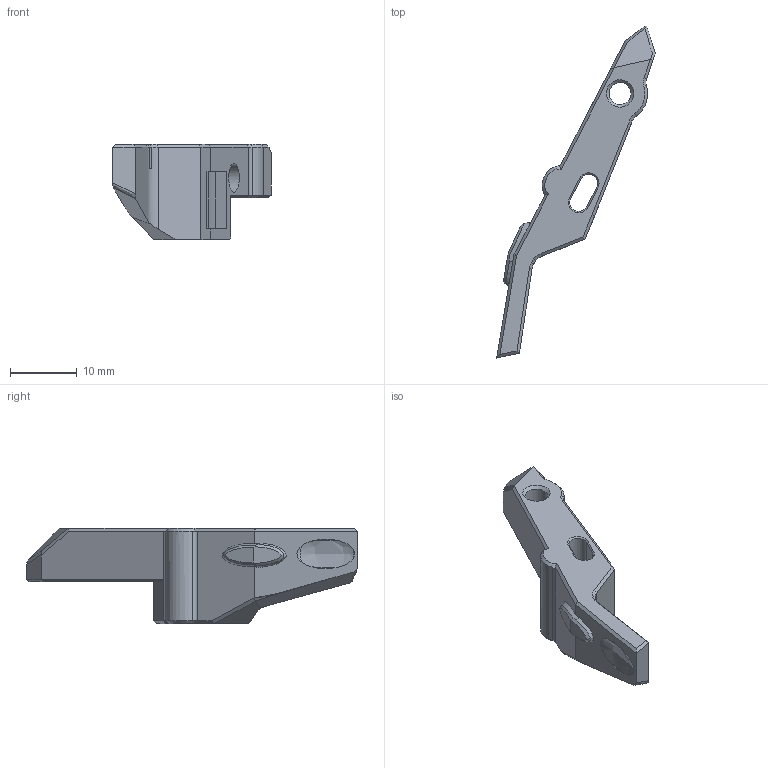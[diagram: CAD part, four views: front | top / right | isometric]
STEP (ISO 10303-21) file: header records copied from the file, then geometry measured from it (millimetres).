
FILE_DESCRIPTION(/* description */ ('','CAx-IF Rec.Pracs.---Representation and Presentation of Product Manufacturing Information (PMI)---4.0---2014-10-13'),/* implementation_level */ '2;1');
FILE_NAME(/* name */ 'G2E Filametrix Arm - revision 5.step',/* time_stamp */ '2024-12-14T09:01:01Z',/* author */ (''),/* organization */ (''),/* preprocessor_version */ 'ST-DEVELOPER v20',/* originating_system */ 'Autodesk Translation Framework v13.20.0.188',/* authorisation */ '');
FILE_SCHEMA (('AP242_MANAGED_MODEL_BASED_3D_ENGINEERING_MIM_LF { 1 0 10303 442 1 1 4 }'));
Length unit declared in the file: millimetre
Products named in the file (2): G2E Filametrix Arm - revision 3 (final?); Filametrix Arm for G2E_Filametrix Arm for G2E
Assembly tree (1 placements, depth 2):
  G2E Filametrix Arm - revision 3 (final?)
    Filametrix Arm for G2E_Filametrix Arm for G2E
Bounding box: 23.74 x 49.68 x 14.25 mm (x, y, z)
Volume: 2604 mm3; surface area: 2078.2 mm2
Topology: 1 solids, 1 shells, 121 faces, 331 edges, 212 vertices
Faces by surface type: plane 73, bspline 18, cylinder 16, cone 14
Full cylindrical faces by diameter (mm): 3.3 x1, 4.296 x1
Entity records: 5675 total; most frequent: CARTESIAN_POINT 2651, ORIENTED_EDGE 660, DIRECTION 532, EDGE_CURVE 330, VERTEX_POINT 212, LINE 208, VECTOR 208, AXIS2_PLACEMENT_3D 162
